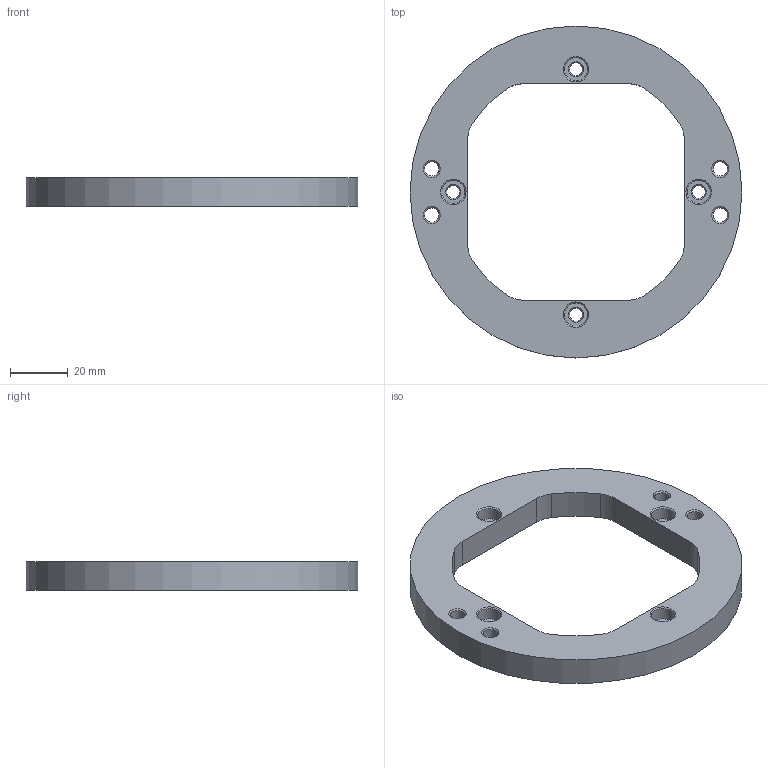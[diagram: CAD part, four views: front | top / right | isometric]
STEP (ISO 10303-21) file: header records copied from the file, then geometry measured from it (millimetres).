
FILE_DESCRIPTION(/* description */ (''),/* implementation_level */ '2;1');
FILE_NAME(/* name */ '9901-01-07-00-50.stp',/* time_stamp */ '2022-09-06T15:51:54+02:00',/* author */ (''),/* organization */ (''),/* preprocessor_version */ 'ST-DEVELOPER v18.102',/* originating_system */ 'SIEMENS PLM Software NX 2000',/* authorisation */ '');
FILE_SCHEMA (('AUTOMOTIVE_DESIGN { 1 0 10303 214 3 1 1 1 }'));
Length unit declared in the file: millimetre
Products named in the file (1): 9901-01-07-00-50
Bounding box: 115 x 115 x 10 mm (x, y, z)
Volume: 49977.2 mm3; surface area: 17683.8 mm2
Topology: 1 solids, 1 shells, 55 faces, 143 edges, 94 vertices
Faces by surface type: cylinder 25, cone 20, plane 10
Full cylindrical faces by diameter (mm): 4.5 x4, 5 x4, 8 x4, 115 x1
Entity records: 1466 total; most frequent: DIRECTION 276, CARTESIAN_POINT 228, ORIENTED_EDGE 188, AXIS2_PLACEMENT_3D 126, EDGE_LOOP 110, FACE_BOUND 94, EDGE_CURVE 94, VERTEX_POINT 78
